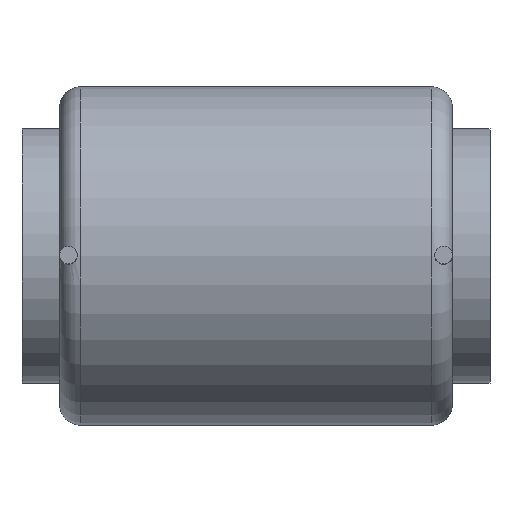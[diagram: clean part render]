
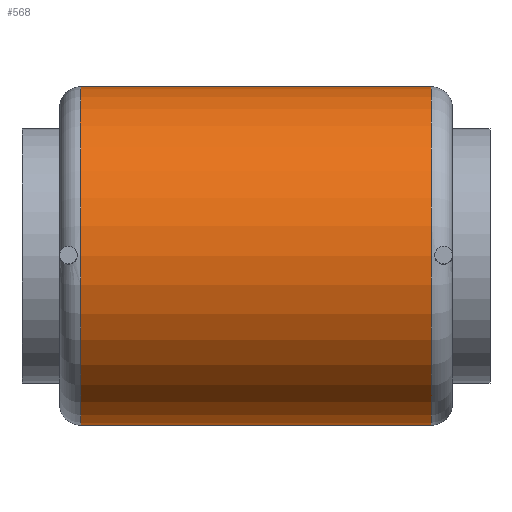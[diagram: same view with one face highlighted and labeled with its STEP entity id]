
A CAD part, top view. The second image highlights one B-rep face of the part: STEP entity #568.
In plain terms, the highlighted cylindrical face has radius 10.287 mm (diameter 20.574 mm), a partial arc.
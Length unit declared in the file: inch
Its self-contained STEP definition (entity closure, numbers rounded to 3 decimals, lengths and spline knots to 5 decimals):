
#218=DIRECTION('',(1.,0.,0.));
#219=VECTOR('',#218,0.84);
#220=CARTESIAN_POINT('',(-0.42,-0.405,0.));
#221=LINE('',#220,#219);
#227=CARTESIAN_POINT('',(0.42,0.,0.));
#228=DIRECTION('',(1.,0.,0.));
#229=DIRECTION('',(0.,1.,0.));
#230=AXIS2_PLACEMENT_3D('',#227,#228,#229);
#232=CARTESIAN_POINT('',(-0.42,0.,0.));
#233=DIRECTION('',(-1.,0.,0.));
#234=DIRECTION('',(0.,-1.,0.));
#235=AXIS2_PLACEMENT_3D('',#232,#233,#234);
#237=DIRECTION('',(1.,0.,0.));
#238=VECTOR('',#237,0.84);
#239=CARTESIAN_POINT('',(-0.42,0.405,0.));
#240=LINE('',#239,#238);
#267=CARTESIAN_POINT('',(0.42,0.405,0.));
#268=CARTESIAN_POINT('',(0.42,-0.405,0.));
#269=VERTEX_POINT('',#267);
#270=VERTEX_POINT('',#268);
#275=CARTESIAN_POINT('',(-0.42,-0.405,0.));
#276=CARTESIAN_POINT('',(-0.42,0.405,0.));
#277=VERTEX_POINT('',#275);
#278=VERTEX_POINT('',#276);
#557=CARTESIAN_POINT('',(-0.47,0.,0.));
#558=DIRECTION('',(1.,0.,0.));
#559=DIRECTION('',(0.,-1.,0.));
#560=AXIS2_PLACEMENT_3D('',#557,#558,#559);
#561=CYLINDRICAL_SURFACE('',#560,0.405);
#562=ORIENTED_EDGE('',*,*,#411,.T.);
#563=ORIENTED_EDGE('',*,*,#540,.F.);
#564=ORIENTED_EDGE('',*,*,#497,.T.);
#565=ORIENTED_EDGE('',*,*,#537,.T.);
#566=EDGE_LOOP('',(#562,#563,#564,#565));
#567=FACE_OUTER_BOUND('',#566,.F.);
#231=CIRCLE('',#230,0.405);
#236=CIRCLE('',#235,0.405);
#411=EDGE_CURVE('',#269,#270,#231,.T.);
#497=EDGE_CURVE('',#277,#278,#236,.T.);
#537=EDGE_CURVE('',#278,#269,#240,.T.);
#540=EDGE_CURVE('',#277,#270,#221,.T.);
#568=ADVANCED_FACE('',(#567),#561,.T.);
